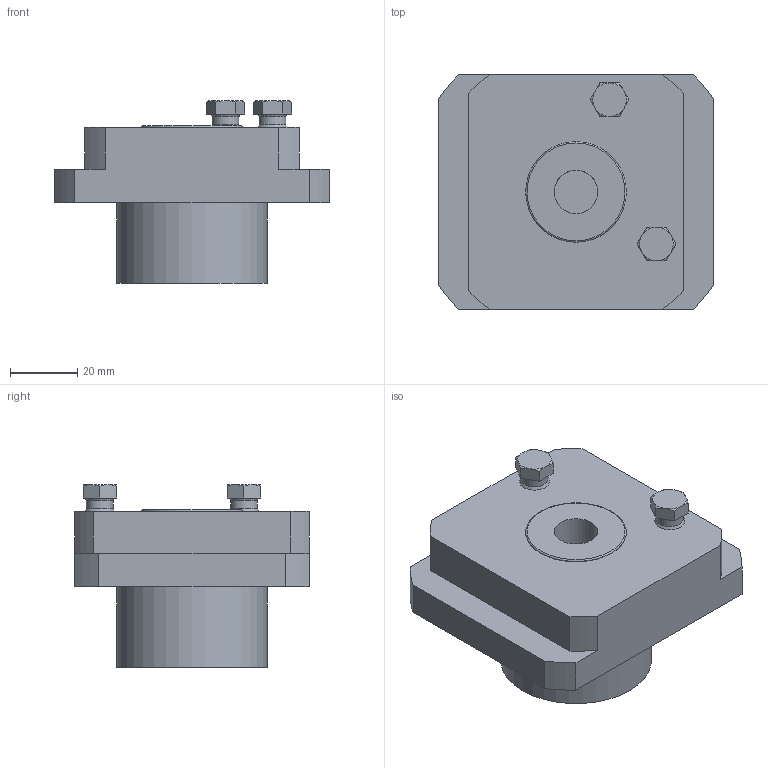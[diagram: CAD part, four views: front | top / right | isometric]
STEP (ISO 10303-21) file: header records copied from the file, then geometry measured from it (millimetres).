
FILE_DESCRIPTION(/* description */ (''),/* implementation_level */ '2;1');
FILE_NAME(/* name */ '10010344477_stp.stp',/* time_stamp */ '2017-05-30T09:43:24+02:00',/* author */ (''),/* organization */ (''),/* preprocessor_version */ 'ST-DEVELOPER v15',/* originating_system */ 'SIEMENS PLM Software NX 9.0',/* authorisation */ '');
FILE_SCHEMA (('AUTOMOTIVE_DESIGN { 1 0 10303 214 3 1 1 1 }'));
Length unit declared in the file: millimetre
Products named in the file (1): reic0918213Dr2h1
Bounding box: 82 x 70 x 54.5 mm (x, y, z)
Volume: 149585.4 mm3; surface area: 21953.9 mm2
Topology: 1 solids, 1 shells, 59 faces, 136 edges, 86 vertices
Faces by surface type: plane 29, cone 14, cylinder 13, torus 3
Full cylindrical faces by diameter (mm): 8 x2, 13 x1, 30 x1, 45 x1
Entity records: 1640 total; most frequent: CARTESIAN_POINT 338, DIRECTION 262, ORIENTED_EDGE 246, EDGE_CURVE 123, AXIS2_PLACEMENT_3D 103, VERTEX_POINT 83, EDGE_LOOP 76, ADVANCED_FACE 59
